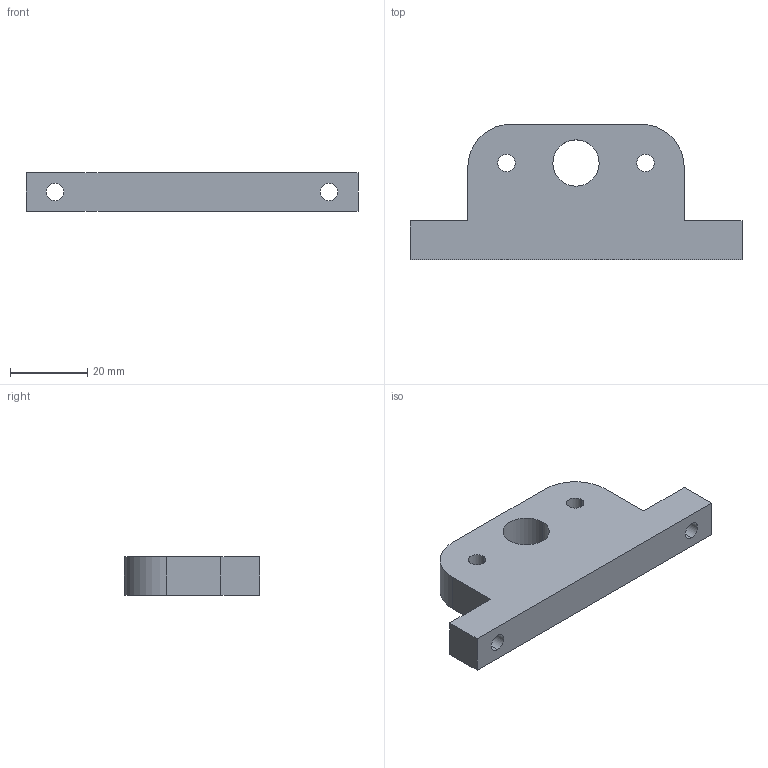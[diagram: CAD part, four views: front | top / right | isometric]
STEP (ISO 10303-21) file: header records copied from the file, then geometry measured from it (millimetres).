
FILE_DESCRIPTION (( 'STEP AP203' ), '1' );
FILE_NAME ('MFR1-PD-005-A.STEP', '2019-11-18T20:15:32', ( '' ), ( '' ), 'SwSTEP 2.0', 'SolidWorks 2015', '' );
FILE_SCHEMA (( 'CONFIG_CONTROL_DESIGN' ));
Length unit declared in the file: millimetre
Products named in the file (1): MFR1-PD-005-A
Bounding box: 86 x 35 x 10 mm (x, y, z)
Volume: 20011.1 mm3; surface area: 7427.5 mm2
Topology: 1 solids, 1 shells, 28 faces, 72 edges, 48 vertices
Faces by surface type: cylinder 16, plane 12
Entity records: 965 total; most frequent: DIRECTION 162, CARTESIAN_POINT 149, ORIENTED_EDGE 144, EDGE_CURVE 72, AXIS2_PLACEMENT_3D 61, VERTEX_POINT 48, VECTOR 40, LINE 40
